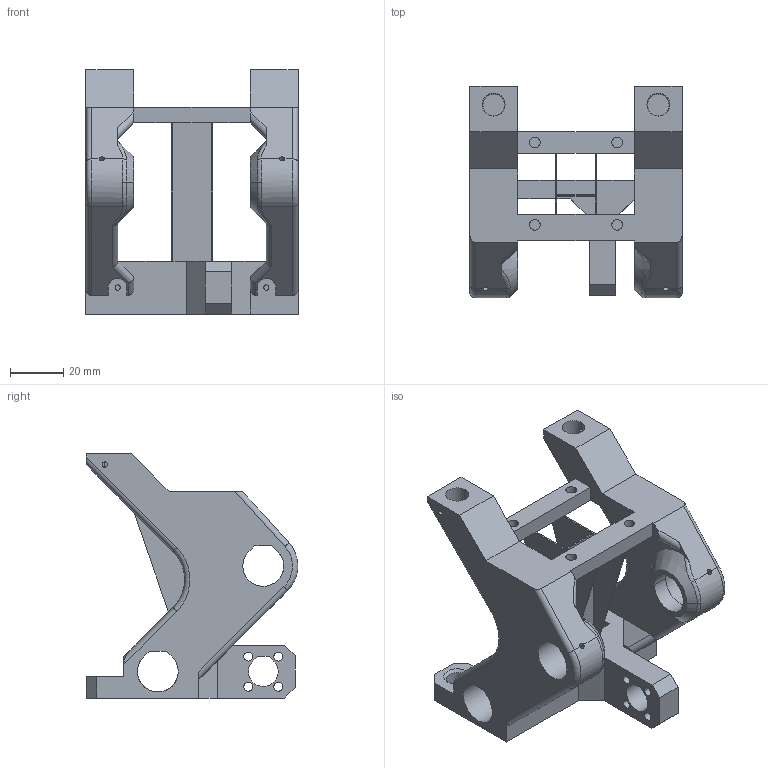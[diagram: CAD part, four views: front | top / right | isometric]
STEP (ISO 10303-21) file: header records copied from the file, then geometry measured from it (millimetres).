
FILE_DESCRIPTION((' '),'2;1');
FILE_NAME(' 09 ZXCarriage.stp','2016-10-08T09:27:48+00:00',('none'),('none'),' ',' AP214','none');
FILE_SCHEMA(('AUTOMOTIVE_DESIGN { 1 0 10303 214 1 1 1 1 }'));
Length unit declared in the file: millimetre
Products named in the file (1): Part2
Bounding box: 80 x 79.75 x 92 mm (x, y, z)
Volume: 108716.2 mm3; surface area: 42176.8 mm2
Topology: 1 solids, 1 shells, 219 faces, 627 edges, 400 vertices
Faces by surface type: plane 120, cylinder 77, torus 10, cone 8, bspline 4
Entity records: 7581 total; most frequent: CARTESIAN_POINT 2271, ORIENTED_EDGE 1254, DIRECTION 820, EDGE_CURVE 627, VECTOR 405, LINE 405, VERTEX_POINT 400, AXIS2_PLACEMENT_3D 275
